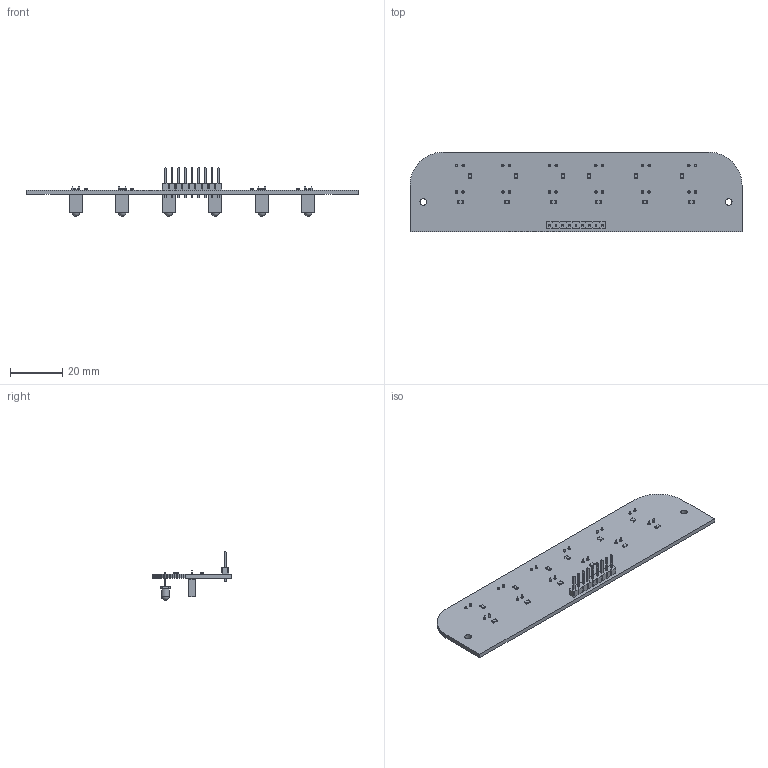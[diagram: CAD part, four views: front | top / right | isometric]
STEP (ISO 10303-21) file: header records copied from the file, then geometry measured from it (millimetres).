
FILE_DESCRIPTION(('KiCad electronic assembly'),'2;1');
FILE_NAME('Sensor Board.step','2024-01-12T18:44:55',('Pcbnew'),('Kicad') ,'Open CASCADE STEP processor 7.7','KiCad to STEP converter','Unknown' );
FILE_SCHEMA(('AUTOMOTIVE_DESIGN { 1 0 10303 214 1 1 1 1 }'));
Length unit declared in the file: millimetre
Products named in the file (10): Sensor Board 1; R_0805_2012Metric; PinHeader_1x09_P2.54mm_Vertical; PinHeader_1x09_P254mm_Vertical; PinSocket_1x02_P2.54mm_Vertical; PinSocket_1x02_P254mm_Vertical; LED_D3.0mm; Sensor Board PCB
Assembly tree (30 placements, depth 3):
  Sensor Board 1
    R_0805_2012Metric  x12
      R_0805_2012Metric
    PinHeader_1x09_P2.54mm_Vertical
      PinHeader_1x09_P254mm_Vertical
    PinSocket_1x02_P2.54mm_Vertical  x6
      PinSocket_1x02_P254mm_Vertical
    LED_D3.0mm  x6
      LED_D3.0mm
    Sensor Board PCB
Bounding box: 127 x 30.48 x 18.54 mm (x, y, z)
Volume: 6962.6 mm3; surface area: 10306.7 mm2
Topology: 26 solids, 26 shells, 1157 faces, 2955 edges, 1910 vertices
Faces by surface type: plane 1008, cylinder 143, sphere 6
Full cylindrical faces by diameter (mm): 0.9 x12, 1 x21, 2.54 x2, 3 x6
Entity records: 30196 total; most frequent: CARTESIAN_POINT 4982, DIRECTION 4245, LINE 3124, VECTOR 3124, ORIENTED_EDGE 2206, PCURVE 2206, DEFINITIONAL_REPRESENTATION 2206, EDGE_CURVE 1103
